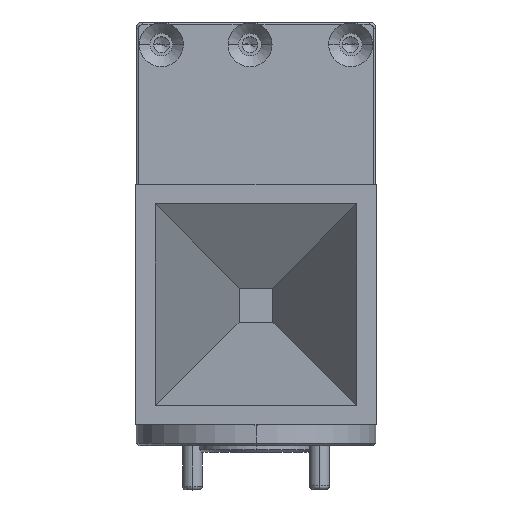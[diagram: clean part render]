
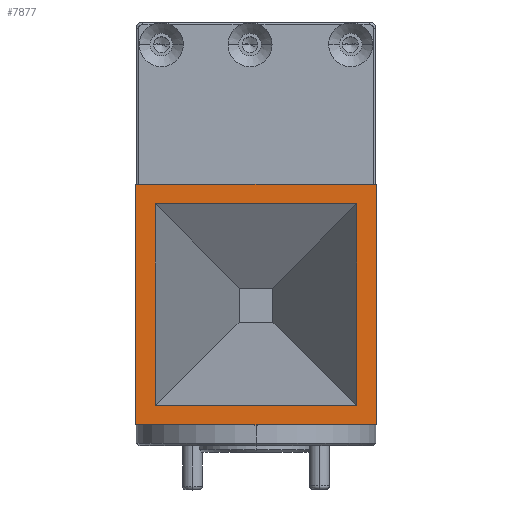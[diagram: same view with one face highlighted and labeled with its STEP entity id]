
A CAD part, top view. The second image highlights one B-rep face of the part: STEP entity #7877.
In plain terms, the highlighted planar face has unit normal (0, 0, 1).
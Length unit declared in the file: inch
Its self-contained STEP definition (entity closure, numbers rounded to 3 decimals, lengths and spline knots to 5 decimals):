
#63 = DIRECTION ( 'NONE',  ( -1., 0., 0. ) ) ;
#161 = VERTEX_POINT ( 'NONE', #13629 ) ;
#440 = DIRECTION ( 'NONE',  ( 0., -1., 0. ) ) ;
#492 = CARTESIAN_POINT ( 'NONE',  ( -0.31496, -0.31496, 1.07087 ) ) ;
#859 = ORIENTED_EDGE ( 'NONE', *, *, #3352, .F. ) ;
#906 = CARTESIAN_POINT ( 'NONE',  ( 0., 0., 1.07087 ) ) ;
#1046 = EDGE_LOOP ( 'NONE', ( #859, #3185, #2580, #9035 ) ) ;
#1088 = CARTESIAN_POINT ( 'NONE',  ( 0.31496, -0.31496, 1.07087 ) ) ;
#1438 = EDGE_CURVE ( 'NONE', #161, #12330, #7674, .T. ) ;
#1712 = VECTOR ( 'NONE', #8763, 39.37008 ) ;
#2154 = DIRECTION ( 'NONE',  ( 1., 0., 0. ) ) ;
#2580 = ORIENTED_EDGE ( 'NONE', *, *, #10442, .F. ) ;
#3185 = ORIENTED_EDGE ( 'NONE', *, *, #13089, .F. ) ;
#3352 = EDGE_CURVE ( 'NONE', #13446, #161, #8795, .T. ) ;
#3546 = ORIENTED_EDGE ( 'NONE', *, *, #8788, .T. ) ;
#3612 = LINE ( 'NONE', #7978, #1712 ) ;
#3659 = CARTESIAN_POINT ( 'NONE',  ( -0.37607, 0., 1.07087 ) ) ;
#3738 = VECTOR ( 'NONE', #5423, 39.37008 ) ;
#3815 = ORIENTED_EDGE ( 'NONE', *, *, #12433, .T. ) ;
#3871 = FACE_OUTER_BOUND ( 'NONE', #12026, .T. ) ;
#3894 = VECTOR ( 'NONE', #10168, 39.37008 ) ;
#4270 = DIRECTION ( 'NONE',  ( 0., 0., 1. ) ) ;
#4454 = CARTESIAN_POINT ( 'NONE',  ( 0., -0.37607, 1.07087 ) ) ;
#4646 = CARTESIAN_POINT ( 'NONE',  ( -0.31496, -0.31496, 1.07087 ) ) ;
#5382 = CARTESIAN_POINT ( 'NONE',  ( 0.31496, 0.31496, 1.07087 ) ) ;
#5423 = DIRECTION ( 'NONE',  ( 0., 1., 0. ) ) ;
#6740 = LINE ( 'NONE', #3659, #3894 ) ;
#7007 = CARTESIAN_POINT ( 'NONE',  ( -0.31496, 0.31496, 1.07087 ) ) ;
#7200 = ORIENTED_EDGE ( 'NONE', *, *, #8317, .T. ) ;
#7334 = DIRECTION ( 'NONE',  ( -1., 0., 0. ) ) ;
#7484 = FACE_BOUND ( 'NONE', #1046, .T. ) ;
#7651 = EDGE_CURVE ( 'NONE', #11902, #9932, #6740, .T. ) ;
#7674 = LINE ( 'NONE', #1088, #3738 ) ;
#7683 = CARTESIAN_POINT ( 'NONE',  ( 0.37607, -0.37607, 1.07087 ) ) ;
#7877 = ADVANCED_FACE ( 'NONE', ( #7484, #3871 ), #8237, .T. ) ;
#7978 = CARTESIAN_POINT ( 'NONE',  ( 0.37607, 0., 1.07087 ) ) ;
#8237 = PLANE ( 'NONE',  #13282 ) ;
#8317 = EDGE_CURVE ( 'NONE', #12910, #11902, #12726, .T. ) ;
#8763 = DIRECTION ( 'NONE',  ( 0., 1., 0. ) ) ;
#8788 = EDGE_CURVE ( 'NONE', #9932, #12859, #14127, .T. ) ;
#8795 = LINE ( 'NONE', #4646, #11583 ) ;
#9035 = ORIENTED_EDGE ( 'NONE', *, *, #1438, .F. ) ;
#9058 = VECTOR ( 'NONE', #7334, 39.37008 ) ;
#9623 = DIRECTION ( 'NONE',  ( 0., -1., 0. ) ) ;
#9864 = CARTESIAN_POINT ( 'NONE',  ( 0.31496, 0.31496, 1.07087 ) ) ;
#9932 = VERTEX_POINT ( 'NONE', #10090 ) ;
#10038 = VECTOR ( 'NONE', #440, 39.37008 ) ;
#10090 = CARTESIAN_POINT ( 'NONE',  ( -0.37607, -0.37607, 1.07087 ) ) ;
#10168 = DIRECTION ( 'NONE',  ( 0., -1., 0. ) ) ;
#10246 = CARTESIAN_POINT ( 'NONE',  ( -0.31496, 0.31496, 1.07087 ) ) ;
#10402 = ORIENTED_EDGE ( 'NONE', *, *, #7651, .T. ) ;
#10442 = EDGE_CURVE ( 'NONE', #12330, #10693, #13044, .T. ) ;
#10630 = CARTESIAN_POINT ( 'NONE',  ( 0., 0.37607, 1.07087 ) ) ;
#10693 = VERTEX_POINT ( 'NONE', #7007 ) ;
#11236 = DIRECTION ( 'NONE',  ( 1., 0., 0. ) ) ;
#11583 = VECTOR ( 'NONE', #11236, 39.37008 ) ;
#11902 = VERTEX_POINT ( 'NONE', #13832 ) ;
#12026 = EDGE_LOOP ( 'NONE', ( #3546, #3815, #7200, #10402 ) ) ;
#12330 = VERTEX_POINT ( 'NONE', #5382 ) ;
#12419 = LINE ( 'NONE', #10246, #10038 ) ;
#12433 = EDGE_CURVE ( 'NONE', #12859, #12910, #3612, .T. ) ;
#12726 = LINE ( 'NONE', #10630, #9058 ) ;
#12845 = VECTOR ( 'NONE', #2154, 39.37008 ) ;
#12859 = VERTEX_POINT ( 'NONE', #7683 ) ;
#12910 = VERTEX_POINT ( 'NONE', #13142 ) ;
#13044 = LINE ( 'NONE', #9864, #13584 ) ;
#13089 = EDGE_CURVE ( 'NONE', #10693, #13446, #12419, .T. ) ;
#13142 = CARTESIAN_POINT ( 'NONE',  ( 0.37607, 0.37607, 1.07087 ) ) ;
#13282 = AXIS2_PLACEMENT_3D ( 'NONE', #906, #4270, #9623 ) ;
#13446 = VERTEX_POINT ( 'NONE', #492 ) ;
#13584 = VECTOR ( 'NONE', #63, 39.37008 ) ;
#13629 = CARTESIAN_POINT ( 'NONE',  ( 0.31496, -0.31496, 1.07087 ) ) ;
#13832 = CARTESIAN_POINT ( 'NONE',  ( -0.37607, 0.37607, 1.07087 ) ) ;
#14127 = LINE ( 'NONE', #4454, #12845 ) ;
